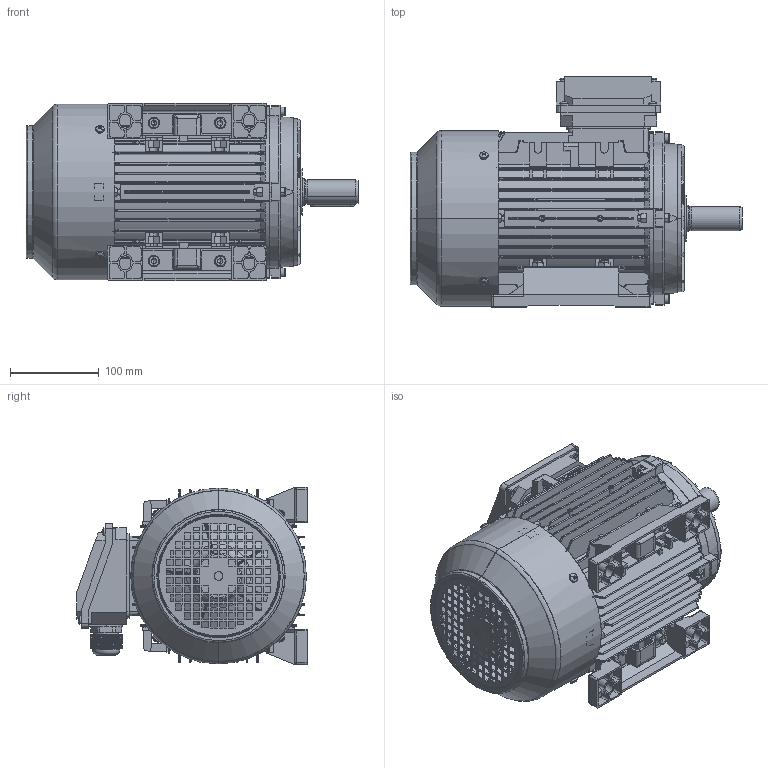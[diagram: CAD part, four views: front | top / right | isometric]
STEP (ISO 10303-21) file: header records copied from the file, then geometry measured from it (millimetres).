
FILE_DESCRIPTION (( 'STEP AP203' ), '1' );
FILE_NAME ('T100 B3蚾饜芞.STEP', '2015-04-08T01:18:29', ( 'USER' ), ( 'MS' ), 'SwSTEP 2.0', 'SolidWorks 2008', '' );
FILE_SCHEMA (( 'CONFIG_CONTROL_DESIGN' ));
Length unit declared in the file: millimetre
Products named in the file (17): TA100-132斜接线盒盖_默认; y2风叶100#_默认; Plain parallel keys_GB_CONNECTING_PIECE_KEYS_CSK 8X50; Cross recessed thread forming screws GB_GB_CROSS_SCREWS_TYPE138 M5X12-N; Hexagon socket head cap screws GB_GB_FASTENER_SCREWS_HSHCS M6X30-N; Hexagon nuts grade C GB_GB_FASTENER_NUT_SNC1 M6-N; T100 B3蚾饜芞; T100机壳_默认; TA100风罩_默认; 100转轴_默认; TA100后端盖_默认; T100-132斜接线盒座_默认; 112-132出线螺套_默认; Hexagon socket head cap screws GB_GB_FASTENER_SCREWS_HSHCS M8X25-N; Hexagon nuts grade C GB_GB_FASTENER_NUT_SNC1 M8-N; T100底脚_默认; TA100前盖1_默认
Assembly tree (45 placements, depth 2):
  T100 B3蚾饜芞
    Plain parallel keys_GB_CONNECTING_PIECE_KEYS_CSK 8X50
    Hexagon nuts grade C GB_GB_FASTENER_NUT_SNC1 M6-N  x8
    Hexagon socket head cap screws GB_GB_FASTENER_SCREWS_HSHCS M6X30-N  x8
    T100机壳_默认
    TA100后端盖_默认
    Hexagon socket head cap screws GB_GB_FASTENER_SCREWS_HSHCS M8X25-N  x4
    Hexagon nuts grade C GB_GB_FASTENER_NUT_SNC1 M8-N  x4
    Cross recessed thread forming screws GB_GB_CROSS_SCREWS_TYPE138 M5X12-N  x8
    T100底脚_默认  x2
    y2风叶100#_默认
    TA100前盖1_默认
    TA100风罩_默认
    100转轴_默认
    112-132出线螺套_默认  x2
    T100-132斜接线盒座_默认
    TA100-132斜接线盒盖_默认
Bounding box: 375 x 260 x 200 mm (x, y, z)
Volume: 1878432.4 mm3; surface area: 1115415.1 mm2
Topology: 45 solids, 45 shells, 4929 faces, 13198 edges, 8364 vertices
Faces by surface type: plane 2568, cylinder 1225, bspline 607, cone 350, torus 155, sphere 24
Entity records: 147016 total; most frequent: CARTESIAN_POINT 51676, ORIENTED_EDGE 21106, DIRECTION 17001, EDGE_CURVE 10553, VERTEX_POINT 6748, AXIS2_PLACEMENT_3D 5675, VECTOR 5651, LINE 5651
